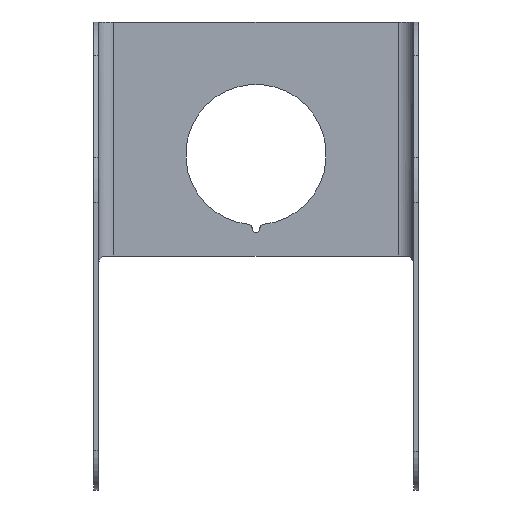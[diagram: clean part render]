
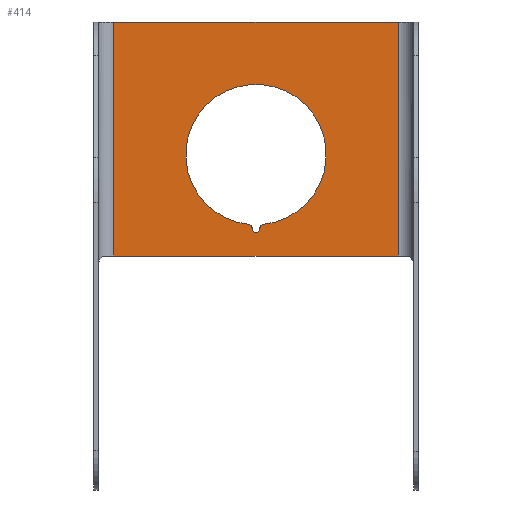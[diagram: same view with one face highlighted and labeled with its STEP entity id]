
A CAD part, front view. The second image highlights one B-rep face of the part: STEP entity #414.
In plain terms, the highlighted planar face has unit normal (0, -1, 0).
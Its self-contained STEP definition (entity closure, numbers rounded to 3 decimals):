
#233=CARTESIAN_POINT('',(-91.109,0.0,150.));
#234=VERTEX_POINT('',#233);
#265=CARTESIAN_POINT('',(-91.109,0.0,0.));
#266=VERTEX_POINT('',#265);
#313=CARTESIAN_POINT('',(-91.109,0.0,150.));
#314=DIRECTION('',(0.0,0.0,-1.0));
#315=VECTOR('',#314,150.);
#316=LINE('',#313,#315);
#317=EDGE_CURVE('',#234,#266,#316,.T.);
#330=CARTESIAN_POINT('',(0.,0.0,15.811));
#331=DIRECTION('',(0.0,-1.0,0.0));
#332=DIRECTION('',(0.0,0.0,-1.0));
#333=AXIS2_PLACEMENT_3D('',#330,#331,#332);
#334=PLANE('',#333);
#335=ORIENTED_EDGE('',*,*,#317,.T.);
#336=CARTESIAN_POINT('',(91.109,0.0,0.));
#337=VERTEX_POINT('',#336);
#338=CARTESIAN_POINT('',(-91.109,0.0,0.));
#339=DIRECTION('',(1.0,0.0,0.0));
#340=VECTOR('',#339,182.219);
#341=LINE('',#338,#340);
#342=EDGE_CURVE('',#266,#337,#341,.T.);
#343=ORIENTED_EDGE('',*,*,#342,.T.);
#344=CARTESIAN_POINT('',(91.109,0.0,150.0));
#345=VERTEX_POINT('',#344);
#346=CARTESIAN_POINT('',(91.109,0.0,0.));
#347=DIRECTION('',(0.0,0.0,1.0));
#348=VECTOR('',#347,150.0);
#349=LINE('',#346,#348);
#350=EDGE_CURVE('',#337,#345,#349,.T.);
#351=ORIENTED_EDGE('',*,*,#350,.T.);
#352=CARTESIAN_POINT('',(91.109,0.0,150.0));
#353=DIRECTION('',(-1.0,0.0,0.0));
#354=VECTOR('',#353,182.219);
#355=LINE('',#352,#354);
#356=EDGE_CURVE('',#345,#234,#355,.T.);
#357=ORIENTED_EDGE('',*,*,#356,.T.);
#358=EDGE_LOOP('',(#335,#343,#351,#357));
#359=FACE_OUTER_BOUND('',#358,.T.);
#360=CARTESIAN_POINT('',(-4.737,0.0,20.25));
#361=VERTEX_POINT('',#360);
#362=CARTESIAN_POINT('',(4.737,0.0,20.25));
#363=VERTEX_POINT('',#362);
#364=CARTESIAN_POINT('',(0.,0.0,65.));
#365=DIRECTION('',(0.0,1.0,0.0));
#366=DIRECTION('',(0.105,0.0,0.994));
#367=AXIS2_PLACEMENT_3D('',#364,#365,#366);
#368=CIRCLE('',#367,45.);
#369=EDGE_CURVE('',#361,#363,#368,.T.);
#370=ORIENTED_EDGE('',*,*,#369,.T.);
#371=CARTESIAN_POINT('',(2.5,0.0,17.764));
#372=VERTEX_POINT('',#371);
#373=CARTESIAN_POINT('',(5.,0.0,17.764));
#374=DIRECTION('',(0.0,-1.0,0.0));
#375=DIRECTION('',(-1.0,0.0,0.0));
#376=AXIS2_PLACEMENT_3D('',#373,#374,#375);
#377=CIRCLE('',#376,2.5);
#378=EDGE_CURVE('',#363,#372,#377,.T.);
#379=ORIENTED_EDGE('',*,*,#378,.T.);
#380=CARTESIAN_POINT('',(2.5,0.0,17.5));
#381=VERTEX_POINT('',#380);
#382=CARTESIAN_POINT('',(2.5,0.0,17.764));
#383=DIRECTION('',(0.0,0.0,-1.0));
#384=VECTOR('',#383,0.264);
#385=LINE('',#382,#384);
#386=EDGE_CURVE('',#372,#381,#385,.T.);
#387=ORIENTED_EDGE('',*,*,#386,.T.);
#388=CARTESIAN_POINT('',(-2.5,0.0,17.5));
#389=VERTEX_POINT('',#388);
#390=CARTESIAN_POINT('',(0.,0.0,17.5));
#391=DIRECTION('',(0.0,1.0,0.0));
#392=DIRECTION('',(-1.0,0.0,0.0));
#393=AXIS2_PLACEMENT_3D('',#390,#391,#392);
#394=CIRCLE('',#393,2.5);
#395=EDGE_CURVE('',#381,#389,#394,.T.);
#396=ORIENTED_EDGE('',*,*,#395,.T.);
#397=CARTESIAN_POINT('',(-2.5,0.0,17.764));
#398=VERTEX_POINT('',#397);
#399=CARTESIAN_POINT('',(-2.5,0.0,17.5));
#400=DIRECTION('',(0.0,0.0,1.0));
#401=VECTOR('',#400,0.264);
#402=LINE('',#399,#401);
#403=EDGE_CURVE('',#389,#398,#402,.T.);
#404=ORIENTED_EDGE('',*,*,#403,.T.);
#405=CARTESIAN_POINT('',(-5.,0.0,17.764));
#406=DIRECTION('',(0.0,-1.0,0.0));
#407=DIRECTION('',(0.105,0.0,0.994));
#408=AXIS2_PLACEMENT_3D('',#405,#406,#407);
#409=CIRCLE('',#408,2.5);
#410=EDGE_CURVE('',#398,#361,#409,.T.);
#411=ORIENTED_EDGE('',*,*,#410,.T.);
#412=EDGE_LOOP('',(#370,#379,#387,#396,#404,#411));
#413=FACE_BOUND('',#412,.T.);
#414=ADVANCED_FACE('',(#359,#413),#334,.T.);
